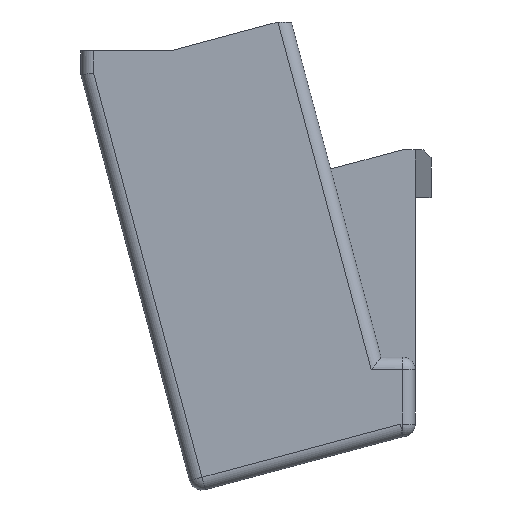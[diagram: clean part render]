
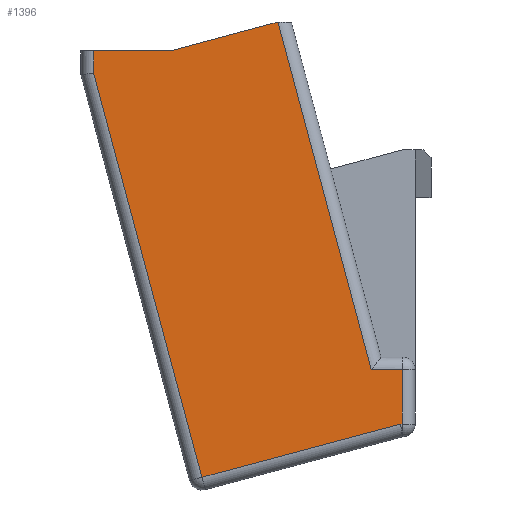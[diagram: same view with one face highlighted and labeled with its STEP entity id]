
A CAD part, left-side view. The second image highlights one B-rep face of the part: STEP entity #1396.
In plain terms, the highlighted planar face has unit normal (-1, 0, 0).
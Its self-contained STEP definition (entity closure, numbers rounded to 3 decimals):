
#141=FACE_OUTER_BOUND('',#224,.T.);
#224=EDGE_LOOP('',(#1164,#1165,#1166,#1167,#1168,#1169,#1170,#1171,#1172));
#348=LINE('',#2152,#510);
#352=LINE('',#2174,#514);
#357=LINE('',#2205,#519);
#362=LINE('',#2232,#524);
#363=LINE('',#2235,#525);
#365=LINE('',#2241,#527);
#369=LINE('',#2249,#531);
#383=LINE('',#2275,#545);
#384=LINE('',#2276,#546);
#510=VECTOR('',#1712,10.);
#514=VECTOR('',#1738,10.);
#519=VECTOR('',#1775,10.);
#524=VECTOR('',#1812,10.);
#525=VECTOR('',#1815,10.);
#527=VECTOR('',#1823,10.);
#531=VECTOR('',#1833,10.);
#545=VECTOR('',#1861,10.);
#546=VECTOR('',#1862,10.);
#638=VERTEX_POINT('',#2110);
#648=VERTEX_POINT('',#2151);
#652=VERTEX_POINT('',#2162);
#661=VERTEX_POINT('',#2190);
#665=VERTEX_POINT('',#2204);
#666=VERTEX_POINT('',#2208);
#672=VERTEX_POINT('',#2234);
#673=VERTEX_POINT('',#2240);
#679=VERTEX_POINT('',#2274);
#794=EDGE_CURVE('',#638,#648,#348,.T.);
#805=EDGE_CURVE('',#648,#652,#352,.T.);
#820=EDGE_CURVE('',#661,#665,#357,.T.);
#834=EDGE_CURVE('',#665,#666,#362,.T.);
#835=EDGE_CURVE('',#666,#672,#363,.T.);
#838=EDGE_CURVE('',#672,#673,#365,.T.);
#843=EDGE_CURVE('',#652,#661,#369,.T.);
#857=EDGE_CURVE('',#679,#638,#383,.T.);
#858=EDGE_CURVE('',#673,#679,#384,.T.);
#1164=ORIENTED_EDGE('',*,*,#794,.F.);
#1165=ORIENTED_EDGE('',*,*,#857,.F.);
#1166=ORIENTED_EDGE('',*,*,#858,.F.);
#1167=ORIENTED_EDGE('',*,*,#838,.F.);
#1168=ORIENTED_EDGE('',*,*,#835,.F.);
#1169=ORIENTED_EDGE('',*,*,#834,.F.);
#1170=ORIENTED_EDGE('',*,*,#820,.F.);
#1171=ORIENTED_EDGE('',*,*,#843,.F.);
#1172=ORIENTED_EDGE('',*,*,#805,.F.);
#1317=PLANE('',#1511);
#1396=ADVANCED_FACE('',(#141),#1317,.T.);
#1511=AXIS2_PLACEMENT_3D('',#2273,#1859,#1860);
#1712=DIRECTION('',(0.,-0.259,-0.966));
#1738=DIRECTION('',(0.,-1.,0.));
#1775=DIRECTION('',(0.,1.,0.));
#1812=DIRECTION('',(0.,0.966,-0.259));
#1815=DIRECTION('',(0.,0.259,0.966));
#1823=DIRECTION('',(0.,0.,1.));
#1833=DIRECTION('',(0.,0.,-1.));
#1859=DIRECTION('center_axis',(-1.,0.,0.));
#1860=DIRECTION('ref_axis',(0.,-0.966,0.259));
#1861=DIRECTION('',(0.,-0.966,0.259));
#1862=DIRECTION('',(0.,-1.,0.));
#2110=CARTESIAN_POINT('',(-14.05,15.599,52.036));
#2151=CARTESIAN_POINT('',(-14.05,3.907,8.4));
#2152=CARTESIAN_POINT('',(-14.05,1.545,-0.414));
#2162=CARTESIAN_POINT('',(-14.05,0.,8.4));
#2174=CARTESIAN_POINT('',(-14.05,12.337,8.4));
#2190=CARTESIAN_POINT('',(-14.05,0.,1.6));
#2204=CARTESIAN_POINT('',(-14.05,0.211,1.6));
#2205=CARTESIAN_POINT('',(-14.05,12.737,1.6));
#2208=CARTESIAN_POINT('',(-14.05,25.142,-5.08));
#2232=CARTESIAN_POINT('',(-14.05,20.119,-3.734));
#2234=CARTESIAN_POINT('',(-14.05,38.727,45.621));
#2235=CARTESIAN_POINT('',(-14.05,24.728,-6.626));
#2240=CARTESIAN_POINT('',(-14.05,38.727,48.41));
#2241=CARTESIAN_POINT('',(-14.05,38.727,19.185));
#2249=CARTESIAN_POINT('',(-14.05,0.,-3.52));
#2273=CARTESIAN_POINT('Origin',(-14.05,26.273,-7.04));
#2274=CARTESIAN_POINT('',(-14.05,29.131,48.41));
#2275=CARTESIAN_POINT('',(-14.05,33.759,47.17));
#2276=CARTESIAN_POINT('',(-14.05,31.93,48.41));
